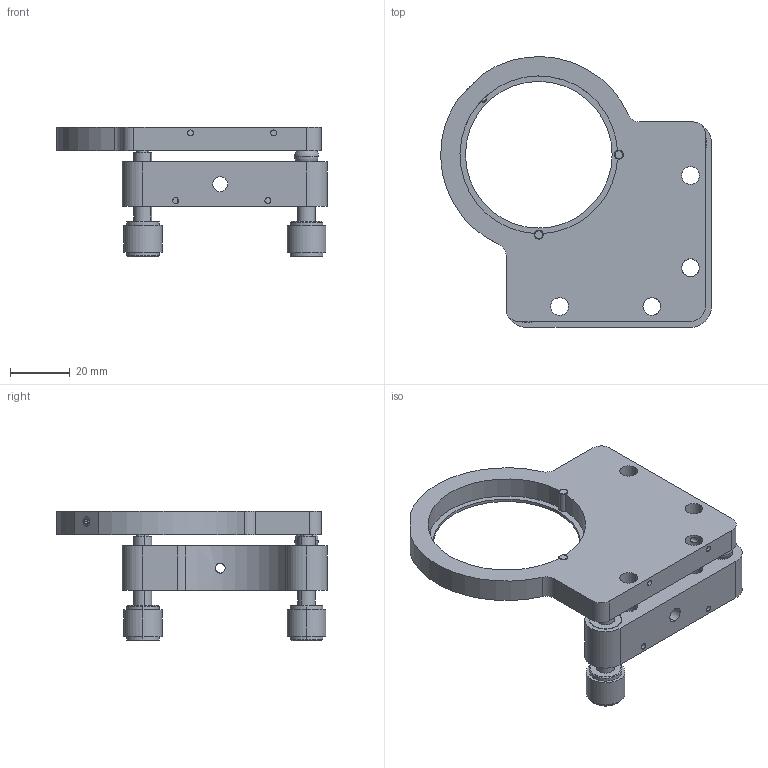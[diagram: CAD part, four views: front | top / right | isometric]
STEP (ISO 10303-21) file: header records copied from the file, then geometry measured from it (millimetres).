
FILE_DESCRIPTION (( 'STEP AP203' ), '1' );
FILE_NAME ('GCM-083108M 俋倰芞.STEP', '2016-02-22T02:34:08', ( 'Lxtx999.CoM' ), ( 'Lxtx999.CoM' ), 'SwSTEP 2.0', 'SolidWorks 2010', '' );
FILE_SCHEMA (( 'CONFIG_CONTROL_DESIGN' ));
Length unit declared in the file: centimetre
Products named in the file (1): GCM-083108M 俋倰芞
Bounding box: 90.98 x 90.98 x 43.68 mm (x, y, z)
Surface area: 24716.2 mm2 (no closed solid volume)
Topology: 0 solids, 21 shells, 207 faces, 571 edges, 376 vertices
Faces by surface type: cylinder 118, plane 47, cone 36, sphere 6
Entity records: 7207 total; most frequent: CARTESIAN_POINT 1731, DIRECTION 1228, ORIENTED_EDGE 996, EDGE_CURVE 550, AXIS2_PLACEMENT_3D 504, VERTEX_POINT 367, CIRCLE 296, EDGE_LOOP 273
